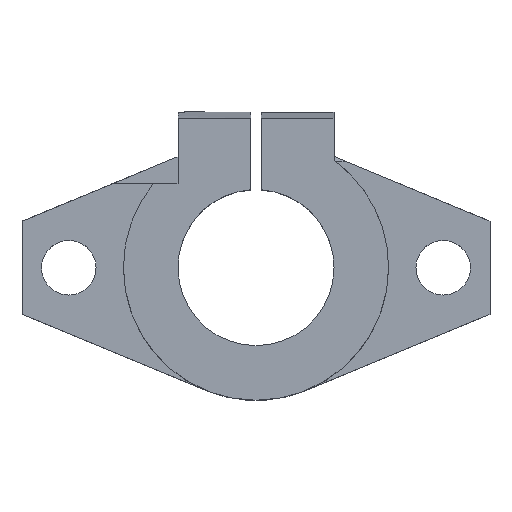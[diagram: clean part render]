
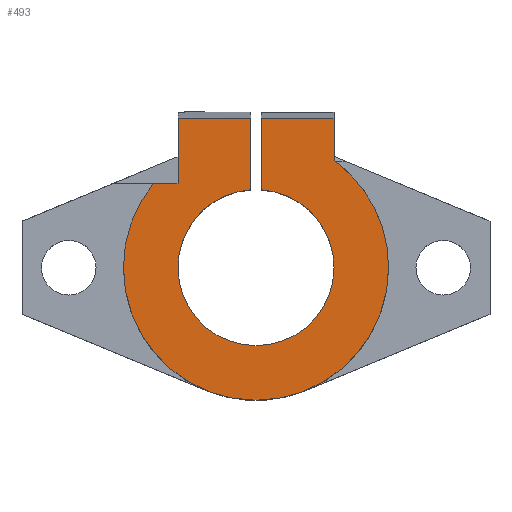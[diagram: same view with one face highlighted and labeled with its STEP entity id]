
A CAD part, top view. The second image highlights one B-rep face of the part: STEP entity #493.
In plain terms, the highlighted planar face has unit normal (0, 0, 1).
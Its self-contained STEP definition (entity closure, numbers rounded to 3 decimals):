
#3 = CARTESIAN_POINT ( 'NONE',  ( -50., 13.748, 20. ) ) ;
#7 = DIRECTION ( 'NONE',  ( 0., 1., 0. ) ) ;
#53 = EDGE_CURVE ( 'NONE', #219, #218, #775, .T. ) ;
#54 = EDGE_CURVE ( 'NONE', #218, #220, #776, .T. ) ;
#64 = EDGE_CURVE ( 'NONE', #248, #249, #791, .T. ) ;
#68 = EDGE_CURVE ( 'NONE', #249, #252, #796, .T. ) ;
#80 = EDGE_CURVE ( 'NONE', #265, #264, #809, .T. ) ;
#83 = EDGE_CURVE ( 'NONE', #273, #248, #821, .T. ) ;
#84 = EDGE_CURVE ( 'NONE', #264, #268, #816, .T. ) ;
#85 = EDGE_CURVE ( 'NONE', #219, #271, #822, .T. ) ;
#91 = EDGE_CURVE ( 'NONE', #272, #271, #833, .T. ) ;
#92 = EDGE_CURVE ( 'NONE', #273, #272, #818, .T. ) ;
#94 = EDGE_CURVE ( 'NONE', #274, #252, #836, .T. ) ;
#95 = EDGE_CURVE ( 'NONE', #220, #268, #842, .T. ) ;
#96 = EDGE_CURVE ( 'NONE', #265, #274, #838, .T. ) ;
#149 = AXIS2_PLACEMENT_3D ( 'NONE', #366, #369, #370 ) ;
#152 = AXIS2_PLACEMENT_3D ( 'NONE', #364, #372, #373 ) ;
#157 = AXIS2_PLACEMENT_3D ( 'NONE', #395, #398, #399 ) ;
#159 = AXIS2_PLACEMENT_3D ( 'NONE', #407, #408, #409 ) ;
#166 = AXIS2_PLACEMENT_3D ( 'NONE', #443, #445, #446 ) ;
#170 = AXIS2_PLACEMENT_3D ( 'NONE', #989, #996, #997 ) ;
#197 = AXIS2_PLACEMENT_3D ( 'NONE', #1217, #1223, #1224 ) ;
#218 = VERTEX_POINT ( 'NONE', #1107 ) ;
#219 = VERTEX_POINT ( 'NONE', #1104 ) ;
#220 = VERTEX_POINT ( 'NONE', #1108 ) ;
#248 = VERTEX_POINT ( 'NONE', #1133 ) ;
#249 = VERTEX_POINT ( 'NONE', #1134 ) ;
#252 = VERTEX_POINT ( 'NONE', #1137 ) ;
#264 = VERTEX_POINT ( 'NONE', #1149 ) ;
#265 = VERTEX_POINT ( 'NONE', #1150 ) ;
#268 = VERTEX_POINT ( 'NONE', #1153 ) ;
#271 = VERTEX_POINT ( 'NONE', #1156 ) ;
#272 = VERTEX_POINT ( 'NONE', #1157 ) ;
#273 = VERTEX_POINT ( 'NONE', #1158 ) ;
#274 = VERTEX_POINT ( 'NONE', #1159 ) ;
#364 = CARTESIAN_POINT ( 'NONE',  ( -60., 0., 20. ) ) ;
#366 = CARTESIAN_POINT ( 'NONE',  ( -60., 0., 20. ) ) ;
#369 = DIRECTION ( 'NONE',  ( 0., 0., -1. ) ) ;
#370 = DIRECTION ( 'NONE',  ( -1., 0., 0. ) ) ;
#372 = DIRECTION ( 'NONE',  ( 0., 0., -1. ) ) ;
#373 = DIRECTION ( 'NONE',  ( -1., 0., 0. ) ) ;
#395 = CARTESIAN_POINT ( 'NONE',  ( -60., 0., 20. ) ) ;
#398 = DIRECTION ( 'NONE',  ( 0., 0., -1. ) ) ;
#399 = DIRECTION ( 'NONE',  ( -1., 0., 0. ) ) ;
#407 = CARTESIAN_POINT ( 'NONE',  ( -60., 0., 20. ) ) ;
#408 = DIRECTION ( 'NONE',  ( 0., 0., -1. ) ) ;
#409 = DIRECTION ( 'NONE',  ( -1., 0., 0. ) ) ;
#432 = CARTESIAN_POINT ( 'NONE',  ( -70., 13.748, 20. ) ) ;
#437 = DIRECTION ( 'NONE',  ( 0., -1., 0. ) ) ;
#443 = CARTESIAN_POINT ( 'NONE',  ( -60., 0., 20. ) ) ;
#445 = DIRECTION ( 'NONE',  ( 0., 0., -1. ) ) ;
#446 = DIRECTION ( 'NONE',  ( -1., 0., 0. ) ) ;
#447 = CARTESIAN_POINT ( 'NONE',  ( -60., 10.759, 20. ) ) ;
#448 = DIRECTION ( 'NONE',  ( -1., 0., 0. ) ) ;
#493 = ADVANCED_FACE ( 'NONE', ( #942 ), #1214, .T. ) ;
#543 = EDGE_LOOP ( 'NONE', ( #595, #596, #597, #598, #599, #600, #601, #602, #603, #604, #605, #606, #607 ) ) ;
#595 = ORIENTED_EDGE ( 'NONE', *, *, #53, .F. ) ;
#596 = ORIENTED_EDGE ( 'NONE', *, *, #85, .T. ) ;
#597 = ORIENTED_EDGE ( 'NONE', *, *, #91, .F. ) ;
#598 = ORIENTED_EDGE ( 'NONE', *, *, #92, .F. ) ;
#599 = ORIENTED_EDGE ( 'NONE', *, *, #83, .T. ) ;
#600 = ORIENTED_EDGE ( 'NONE', *, *, #64, .T. ) ;
#601 = ORIENTED_EDGE ( 'NONE', *, *, #68, .T. ) ;
#602 = ORIENTED_EDGE ( 'NONE', *, *, #94, .F. ) ;
#603 = ORIENTED_EDGE ( 'NONE', *, *, #96, .F. ) ;
#604 = ORIENTED_EDGE ( 'NONE', *, *, #80, .T. ) ;
#605 = ORIENTED_EDGE ( 'NONE', *, *, #84, .T. ) ;
#606 = ORIENTED_EDGE ( 'NONE', *, *, #95, .F. ) ;
#607 = ORIENTED_EDGE ( 'NONE', *, *, #54, .F. ) ;
#775 = CIRCLE ( 'NONE', #149, 17. ) ;
#776 = CIRCLE ( 'NONE', #152, 17. ) ;
#791 = CIRCLE ( 'NONE', #157, 10. ) ;
#796 = CIRCLE ( 'NONE', #159, 10. ) ;
#809 = LINE ( 'NONE', #432, #814 ) ;
#814 = VECTOR ( 'NONE', #437, 1000. ) ;
#815 = VECTOR ( 'NONE', #448, 1000. ) ;
#816 = LINE ( 'NONE', #447, #815 ) ;
#818 = LINE ( 'NONE', #1327, #835 ) ;
#821 = CIRCLE ( 'NONE', #166, 10. ) ;
#822 = LINE ( 'NONE', #3, #823 ) ;
#823 = VECTOR ( 'NONE', #7, 1000. ) ;
#832 = VECTOR ( 'NONE', #995, 1000. ) ;
#833 = LINE ( 'NONE', #987, #834 ) ;
#834 = VECTOR ( 'NONE', #988, 1000. ) ;
#835 = VECTOR ( 'NONE', #990, 1000. ) ;
#836 = LINE ( 'NONE', #994, #832 ) ;
#838 = LINE ( 'NONE', #998, #839 ) ;
#839 = VECTOR ( 'NONE', #999, 1000. ) ;
#842 = CIRCLE ( 'NONE', #170, 17. ) ;
#942 = FACE_OUTER_BOUND ( 'NONE', #543, .T. ) ;
#987 = CARTESIAN_POINT ( 'NONE',  ( -30., 19.125, 20. ) ) ;
#988 = DIRECTION ( 'NONE',  ( 1., 0., 0. ) ) ;
#989 = CARTESIAN_POINT ( 'NONE',  ( -60., 0., 20. ) ) ;
#990 = DIRECTION ( 'NONE',  ( 0., 1., 0. ) ) ;
#994 = CARTESIAN_POINT ( 'NONE',  ( -60.66, 20., 20. ) ) ;
#995 = DIRECTION ( 'NONE',  ( 0., -1., 0. ) ) ;
#996 = DIRECTION ( 'NONE',  ( 0., 0., -1. ) ) ;
#997 = DIRECTION ( 'NONE',  ( -1., 0., 0. ) ) ;
#998 = CARTESIAN_POINT ( 'NONE',  ( -30., 19.125, 20. ) ) ;
#999 = DIRECTION ( 'NONE',  ( 1., 0., 0. ) ) ;
#1104 = CARTESIAN_POINT ( 'NONE',  ( -50., 13.748, 20. ) ) ;
#1107 = CARTESIAN_POINT ( 'NONE',  ( -43., 0., 20. ) ) ;
#1108 = CARTESIAN_POINT ( 'NONE',  ( -77., 0., 20. ) ) ;
#1133 = CARTESIAN_POINT ( 'NONE',  ( -50., 0., 20. ) ) ;
#1134 = CARTESIAN_POINT ( 'NONE',  ( -70., 0., 20. ) ) ;
#1137 = CARTESIAN_POINT ( 'NONE',  ( -60.66, 9.978, 20. ) ) ;
#1149 = CARTESIAN_POINT ( 'NONE',  ( -70., 10.759, 20. ) ) ;
#1150 = CARTESIAN_POINT ( 'NONE',  ( -70., 19.125, 20. ) ) ;
#1153 = CARTESIAN_POINT ( 'NONE',  ( -73.163, 10.759, 20. ) ) ;
#1156 = CARTESIAN_POINT ( 'NONE',  ( -50., 19.125, 20. ) ) ;
#1157 = CARTESIAN_POINT ( 'NONE',  ( -59.34, 19.125, 20. ) ) ;
#1158 = CARTESIAN_POINT ( 'NONE',  ( -59.34, 9.978, 20. ) ) ;
#1159 = CARTESIAN_POINT ( 'NONE',  ( -60.66, 19.125, 20. ) ) ;
#1214 = PLANE ( 'NONE',  #197 ) ;
#1217 = CARTESIAN_POINT ( 'NONE',  ( -60., 0., 20. ) ) ;
#1223 = DIRECTION ( 'NONE',  ( 0., 0., 1. ) ) ;
#1224 = DIRECTION ( 'NONE',  ( 1., 0., 0. ) ) ;
#1327 = CARTESIAN_POINT ( 'NONE',  ( -59.34, 20., 20. ) ) ;
